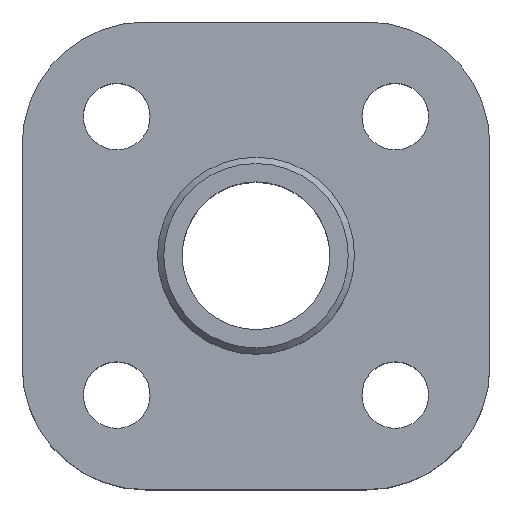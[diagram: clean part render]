
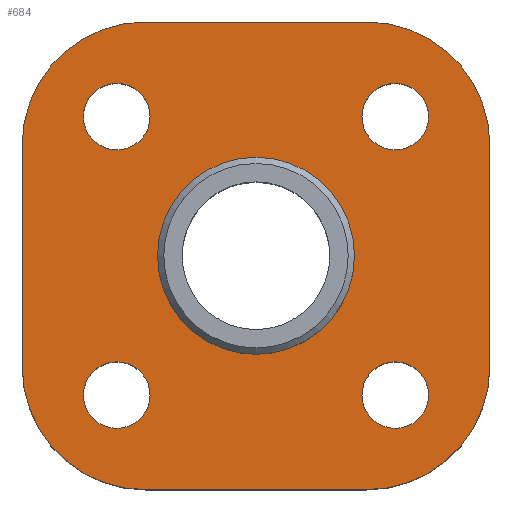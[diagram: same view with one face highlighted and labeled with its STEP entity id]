
A CAD part, top view. The second image highlights one B-rep face of the part: STEP entity #684.
In plain terms, the highlighted planar face has unit normal (0, 0, 1).
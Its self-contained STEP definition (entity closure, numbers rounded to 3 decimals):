
#7 = CARTESIAN_POINT ( 'NONE',  ( 0., 0., 7. ) ) ;
#15 = EDGE_CURVE ( 'NONE', #297, #839, #107, .T. ) ;
#18 = DIRECTION ( 'NONE',  ( 0., 0., 1. ) ) ;
#44 = ORIENTED_EDGE ( 'NONE', *, *, #2762, .T. ) ;
#62 = EDGE_CURVE ( 'NONE', #839, #1886, #2160, .T. ) ;
#76 = EDGE_CURVE ( 'NONE', #1118, #544, #2340, .T. ) ;
#107 = LINE ( 'NONE', #2842, #2109 ) ;
#142 = VERTEX_POINT ( 'NONE', #1043 ) ;
#156 = CARTESIAN_POINT ( 'NONE',  ( 7.009, 5.657, 7. ) ) ;
#238 = DIRECTION ( 'NONE',  ( 0., -1., 0. ) ) ;
#249 = CARTESIAN_POINT ( 'NONE',  ( 4.5, 4.5, 7. ) ) ;
#262 = DIRECTION ( 'NONE',  ( 0., 0., 1. ) ) ;
#297 = VERTEX_POINT ( 'NONE', #1490 ) ;
#393 = CARTESIAN_POINT ( 'NONE',  ( 4., 0., 7. ) ) ;
#457 = DIRECTION ( 'NONE',  ( 1., 0., 0. ) ) ;
#518 = EDGE_LOOP ( 'NONE', ( #1795 ) ) ;
#544 = VERTEX_POINT ( 'NONE', #1941 ) ;
#560 = CARTESIAN_POINT ( 'NONE',  ( -9.5, -9.5, 7. ) ) ;
#574 = DIRECTION ( 'NONE',  ( 1., 0., 0. ) ) ;
#579 = CIRCLE ( 'NONE', #1445, 1.353 ) ;
#608 = CARTESIAN_POINT ( 'NONE',  ( -9.5, -4.5, 7. ) ) ;
#622 = EDGE_CURVE ( 'NONE', #1886, #1868, #2639, .T. ) ;
#628 = CIRCLE ( 'NONE', #2549, 1.353 ) ;
#644 = ORIENTED_EDGE ( 'NONE', *, *, #622, .T. ) ;
#684 = ADVANCED_FACE ( 'NONE', ( #1526, #1542, #1508, #1480, #1496, #1455 ), #1469, .T. ) ;
#742 = ORIENTED_EDGE ( 'NONE', *, *, #76, .T. ) ;
#761 = ORIENTED_EDGE ( 'NONE', *, *, #2815, .F. ) ;
#777 = CARTESIAN_POINT ( 'NONE',  ( -9.5, 9.5, 7. ) ) ;
#785 = EDGE_CURVE ( 'NONE', #142, #142, #628, .T. ) ;
#792 = LINE ( 'NONE', #777, #1487 ) ;
#821 = DIRECTION ( 'NONE',  ( -1., 0., 0. ) ) ;
#839 = VERTEX_POINT ( 'NONE', #608 ) ;
#864 = AXIS2_PLACEMENT_3D ( 'NONE', #1441, #1450, #1423 ) ;
#908 = DIRECTION ( 'NONE',  ( 0., 0., 1. ) ) ;
#935 = EDGE_CURVE ( 'NONE', #544, #1771, #1100, .T. ) ;
#1043 = CARTESIAN_POINT ( 'NONE',  ( 7.009, -5.657, 7. ) ) ;
#1046 = DIRECTION ( 'NONE',  ( 1., 0., 0. ) ) ;
#1076 = CARTESIAN_POINT ( 'NONE',  ( 5.657, -5.657, 7. ) ) ;
#1089 = DIRECTION ( 'NONE',  ( 0., 0., 1. ) ) ;
#1100 = CIRCLE ( 'NONE', #1343, 5. ) ;
#1102 = CARTESIAN_POINT ( 'NONE',  ( -5.657, -5.657, 7. ) ) ;
#1108 = CARTESIAN_POINT ( 'NONE',  ( 4.5, -4.5, 7. ) ) ;
#1118 = VERTEX_POINT ( 'NONE', #2682 ) ;
#1149 = CARTESIAN_POINT ( 'NONE',  ( 9.5, 9.5, 7. ) ) ;
#1174 = DIRECTION ( 'NONE',  ( 1., 0., 0. ) ) ;
#1185 = VECTOR ( 'NONE', #2317, 1000. ) ;
#1199 = ORIENTED_EDGE ( 'NONE', *, *, #935, .T. ) ;
#1219 = EDGE_CURVE ( 'NONE', #1506, #1506, #2469, .T. ) ;
#1275 = CIRCLE ( 'NONE', #1513, 5. ) ;
#1343 = AXIS2_PLACEMENT_3D ( 'NONE', #249, #262, #2174 ) ;
#1358 = EDGE_CURVE ( 'NONE', #2217, #2217, #579, .T. ) ;
#1423 = DIRECTION ( 'NONE',  ( 1., 0., 0. ) ) ;
#1441 = CARTESIAN_POINT ( 'NONE',  ( 0., 0., 7. ) ) ;
#1445 = AXIS2_PLACEMENT_3D ( 'NONE', #2188, #2173, #2778 ) ;
#1450 = DIRECTION ( 'NONE',  ( 0., 0., 1. ) ) ;
#1455 = FACE_OUTER_BOUND ( 'NONE', #2672, .T. ) ;
#1459 = EDGE_CURVE ( 'NONE', #1771, #2473, #792, .T. ) ;
#1469 = PLANE ( 'NONE',  #864 ) ;
#1480 = FACE_BOUND ( 'NONE', #2347, .T. ) ;
#1487 = VECTOR ( 'NONE', #821, 1000. ) ;
#1490 = CARTESIAN_POINT ( 'NONE',  ( -9.5, 4.5, 7. ) ) ;
#1496 = FACE_BOUND ( 'NONE', #2837, .T. ) ;
#1506 = VERTEX_POINT ( 'NONE', #2443 ) ;
#1508 = FACE_BOUND ( 'NONE', #518, .T. ) ;
#1513 = AXIS2_PLACEMENT_3D ( 'NONE', #1587, #2520, #457 ) ;
#1517 = CIRCLE ( 'NONE', #2879, 5. ) ;
#1526 = FACE_BOUND ( 'NONE', #2719, .T. ) ;
#1542 = FACE_BOUND ( 'NONE', #2289, .T. ) ;
#1587 = CARTESIAN_POINT ( 'NONE',  ( -4.5, 4.5, 7. ) ) ;
#1604 = ORIENTED_EDGE ( 'NONE', *, *, #1459, .T. ) ;
#1749 = VERTEX_POINT ( 'NONE', #2680 ) ;
#1771 = VERTEX_POINT ( 'NONE', #2616 ) ;
#1795 = ORIENTED_EDGE ( 'NONE', *, *, #785, .F. ) ;
#1809 = ORIENTED_EDGE ( 'NONE', *, *, #15, .T. ) ;
#1831 = DIRECTION ( 'NONE',  ( 1., 0., 0. ) ) ;
#1841 = DIRECTION ( 'NONE',  ( 0., 0., 1. ) ) ;
#1868 = VERTEX_POINT ( 'NONE', #2379 ) ;
#1871 = CARTESIAN_POINT ( 'NONE',  ( -5.657, 5.657, 7. ) ) ;
#1886 = VERTEX_POINT ( 'NONE', #2365 ) ;
#1941 = CARTESIAN_POINT ( 'NONE',  ( 9.5, 4.5, 7. ) ) ;
#1996 = CARTESIAN_POINT ( 'NONE',  ( -4.5, 9.5, 7. ) ) ;
#2006 = EDGE_CURVE ( 'NONE', #1749, #1749, #2876, .T. ) ;
#2036 = DIRECTION ( 'NONE',  ( 0., 0., 1. ) ) ;
#2109 = VECTOR ( 'NONE', #238, 1000. ) ;
#2110 = EDGE_CURVE ( 'NONE', #1868, #1118, #1517, .T. ) ;
#2123 = ORIENTED_EDGE ( 'NONE', *, *, #2006, .F. ) ;
#2160 = CIRCLE ( 'NONE', #2258, 5. ) ;
#2173 = DIRECTION ( 'NONE',  ( 0., 0., 1. ) ) ;
#2174 = DIRECTION ( 'NONE',  ( 1., 0., 0. ) ) ;
#2188 = CARTESIAN_POINT ( 'NONE',  ( 5.657, 5.657, 7. ) ) ;
#2202 = CARTESIAN_POINT ( 'NONE',  ( -4.5, -4.5, 7. ) ) ;
#2217 = VERTEX_POINT ( 'NONE', #156 ) ;
#2258 = AXIS2_PLACEMENT_3D ( 'NONE', #2202, #18, #1174 ) ;
#2289 = EDGE_LOOP ( 'NONE', ( #2353 ) ) ;
#2308 = DIRECTION ( 'NONE',  ( 1., 0., 0. ) ) ;
#2317 = DIRECTION ( 'NONE',  ( 0., 1., 0. ) ) ;
#2319 = AXIS2_PLACEMENT_3D ( 'NONE', #1871, #2416, #2308 ) ;
#2340 = LINE ( 'NONE', #1149, #1185 ) ;
#2346 = AXIS2_PLACEMENT_3D ( 'NONE', #7, #908, #1831 ) ;
#2347 = EDGE_LOOP ( 'NONE', ( #2123 ) ) ;
#2353 = ORIENTED_EDGE ( 'NONE', *, *, #1358, .F. ) ;
#2356 = AXIS2_PLACEMENT_3D ( 'NONE', #1102, #1841, #2768 ) ;
#2365 = CARTESIAN_POINT ( 'NONE',  ( -4.5, -9.5, 7. ) ) ;
#2379 = CARTESIAN_POINT ( 'NONE',  ( 4.5, -9.5, 7. ) ) ;
#2416 = DIRECTION ( 'NONE',  ( 0., 0., 1. ) ) ;
#2443 = CARTESIAN_POINT ( 'NONE',  ( -4.304, 5.657, 7. ) ) ;
#2459 = VERTEX_POINT ( 'NONE', #393 ) ;
#2469 = CIRCLE ( 'NONE', #2319, 1.353 ) ;
#2473 = VERTEX_POINT ( 'NONE', #1996 ) ;
#2520 = DIRECTION ( 'NONE',  ( 0., 0., 1. ) ) ;
#2549 = AXIS2_PLACEMENT_3D ( 'NONE', #1076, #1089, #1046 ) ;
#2616 = CARTESIAN_POINT ( 'NONE',  ( 4.5, 9.5, 7. ) ) ;
#2639 = LINE ( 'NONE', #560, #2948 ) ;
#2672 = EDGE_LOOP ( 'NONE', ( #742, #1199, #1604, #44, #1809, #2795, #644, #2965 ) ) ;
#2680 = CARTESIAN_POINT ( 'NONE',  ( -4.304, -5.657, 7. ) ) ;
#2682 = CARTESIAN_POINT ( 'NONE',  ( 9.5, -4.5, 7. ) ) ;
#2719 = EDGE_LOOP ( 'NONE', ( #761 ) ) ;
#2762 = EDGE_CURVE ( 'NONE', #2473, #297, #1275, .T. ) ;
#2768 = DIRECTION ( 'NONE',  ( 1., 0., 0. ) ) ;
#2778 = DIRECTION ( 'NONE',  ( 1., 0., 0. ) ) ;
#2795 = ORIENTED_EDGE ( 'NONE', *, *, #62, .T. ) ;
#2815 = EDGE_CURVE ( 'NONE', #2459, #2459, #2971, .T. ) ;
#2820 = ORIENTED_EDGE ( 'NONE', *, *, #1219, .F. ) ;
#2837 = EDGE_LOOP ( 'NONE', ( #2820 ) ) ;
#2842 = CARTESIAN_POINT ( 'NONE',  ( -9.5, 9.5, 7. ) ) ;
#2876 = CIRCLE ( 'NONE', #2356, 1.353 ) ;
#2879 = AXIS2_PLACEMENT_3D ( 'NONE', #1108, #2036, #2961 ) ;
#2948 = VECTOR ( 'NONE', #574, 1000. ) ;
#2961 = DIRECTION ( 'NONE',  ( 1., 0., 0. ) ) ;
#2965 = ORIENTED_EDGE ( 'NONE', *, *, #2110, .T. ) ;
#2971 = CIRCLE ( 'NONE', #2346, 4. ) ;
